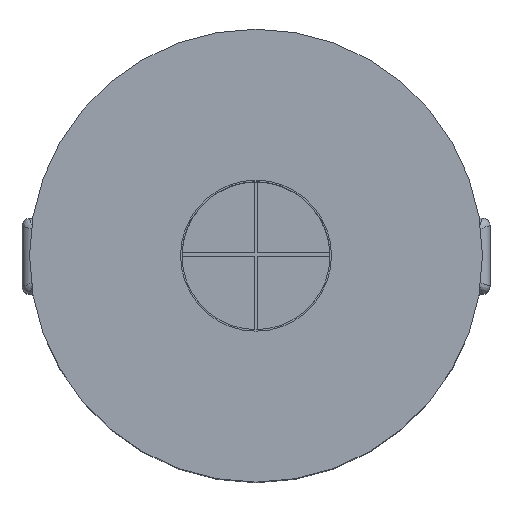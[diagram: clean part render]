
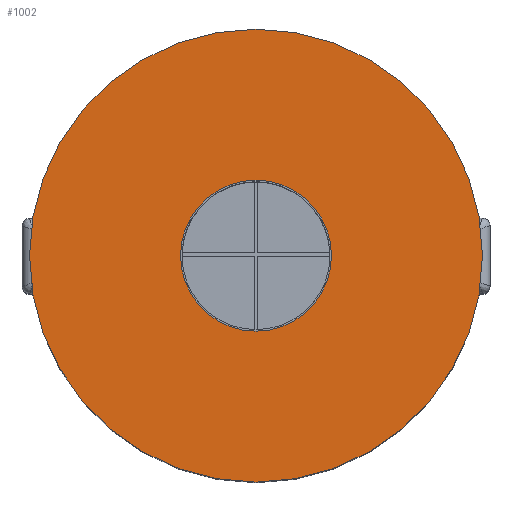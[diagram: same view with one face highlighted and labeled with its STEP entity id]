
A CAD part, top view. The second image highlights one B-rep face of the part: STEP entity #1002.
In plain terms, the highlighted planar face has unit normal (0, 0, 1).
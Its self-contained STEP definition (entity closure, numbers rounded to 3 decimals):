
#35=FACE_BOUND('',#152,.T.);
#39=PLANE('',#1089);
#86=FACE_OUTER_BOUND('',#151,.T.);
#151=EDGE_LOOP('',(#702));
#152=EDGE_LOOP('',(#703));
#425=CIRCLE('',#1084,1.);
#426=CIRCLE('',#1087,3.);
#458=VERTEX_POINT('',#1498);
#459=VERTEX_POINT('',#1503);
#550=EDGE_CURVE('',#458,#458,#425,.T.);
#551=EDGE_CURVE('',#459,#459,#426,.T.);
#702=ORIENTED_EDGE('',*,*,#551,.T.);
#703=ORIENTED_EDGE('',*,*,#550,.T.);
#1002=ADVANCED_FACE('',(#86,#35),#39,.T.);
#1084=AXIS2_PLACEMENT_3D('',#1500,#1191,#1192);
#1087=AXIS2_PLACEMENT_3D('',#1504,#1197,#1198);
#1089=AXIS2_PLACEMENT_3D('',#1508,#1202,#1203);
#1191=DIRECTION('center_axis',(0.,0.,-1.));
#1192=DIRECTION('ref_axis',(1.,0.,0.));
#1197=DIRECTION('center_axis',(0.,0.,1.));
#1198=DIRECTION('ref_axis',(1.,0.,0.));
#1202=DIRECTION('center_axis',(0.,0.,1.));
#1203=DIRECTION('ref_axis',(1.,0.,0.));
#1498=CARTESIAN_POINT('',(-1.,0.,5.));
#1500=CARTESIAN_POINT('Origin',(0.,0.,5.));
#1503=CARTESIAN_POINT('',(-3.,0.,5.));
#1504=CARTESIAN_POINT('Origin',(0.,0.,5.));
#1508=CARTESIAN_POINT('Origin',(0.,0.,5.));
